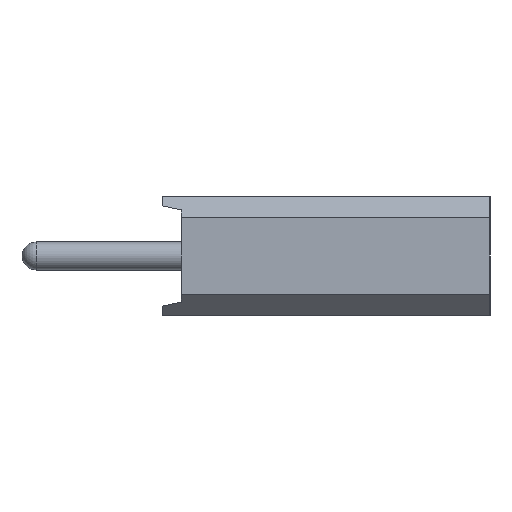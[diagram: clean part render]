
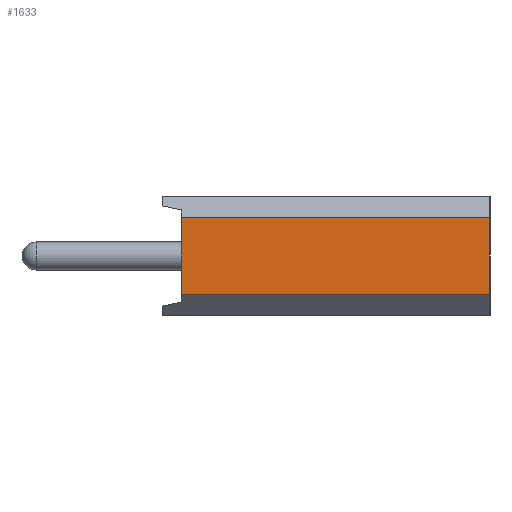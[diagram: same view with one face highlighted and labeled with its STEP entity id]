
A CAD part, left-side view. The second image highlights one B-rep face of the part: STEP entity #1633.
In plain terms, the highlighted planar face has unit normal (-1, 0, 0).
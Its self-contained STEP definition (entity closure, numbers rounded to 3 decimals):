
#55=PLANE('',#1778);
#117=LINE('',#2315,#315);
#162=LINE('',#2448,#360);
#235=LINE('',#2617,#433);
#236=LINE('',#2619,#434);
#315=VECTOR('',#1854,1.64);
#360=VECTOR('',#1961,1.64);
#433=VECTOR('',#2120,6.6);
#434=VECTOR('',#2123,6.6);
#551=FACE_OUTER_BOUND('',#651,.T.);
#651=EDGE_LOOP('',(#1389,#1390,#1391,#1392));
#749=VERTEX_POINT('',#2312);
#750=VERTEX_POINT('',#2314);
#806=VERTEX_POINT('',#2445);
#807=VERTEX_POINT('',#2447);
#908=EDGE_CURVE('',#749,#750,#117,.T.);
#972=EDGE_CURVE('',#807,#806,#162,.T.);
#1057=EDGE_CURVE('',#807,#749,#235,.T.);
#1058=EDGE_CURVE('',#806,#750,#236,.T.);
#1389=ORIENTED_EDGE('',*,*,#908,.F.);
#1390=ORIENTED_EDGE('',*,*,#1057,.F.);
#1391=ORIENTED_EDGE('',*,*,#972,.T.);
#1392=ORIENTED_EDGE('',*,*,#1058,.T.);
#1633=ADVANCED_FACE('',(#551),#55,.T.);
#1778=AXIS2_PLACEMENT_3D('',#2618,#2121,#2122);
#1854=DIRECTION('',(0.,0.,1.));
#1961=DIRECTION('',(0.,0.,1.));
#2120=DIRECTION('',(0.,1.,0.));
#2121=DIRECTION('center_axis',(-1.,0.,0.));
#2122=DIRECTION('ref_axis',(0.,0.,1.));
#2123=DIRECTION('',(0.,1.,0.));
#2312=CARTESIAN_POINT('',(-1.27,3.1,-0.82));
#2314=CARTESIAN_POINT('',(-1.27,3.1,0.82));
#2315=CARTESIAN_POINT('',(-1.27,3.1,-0.82));
#2445=CARTESIAN_POINT('',(-1.27,-3.5,0.82));
#2447=CARTESIAN_POINT('',(-1.27,-3.5,-0.82));
#2448=CARTESIAN_POINT('',(-1.27,-3.5,-0.82));
#2617=CARTESIAN_POINT('',(-1.27,-3.5,-0.82));
#2618=CARTESIAN_POINT('Origin',(-1.27,-3.5,-0.82));
#2619=CARTESIAN_POINT('',(-1.27,-3.5,0.82));
